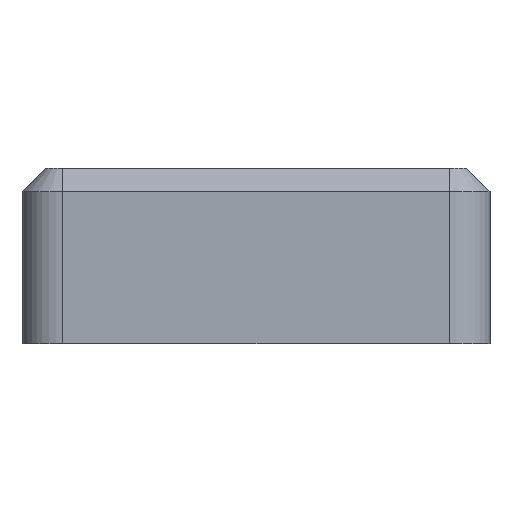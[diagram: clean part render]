
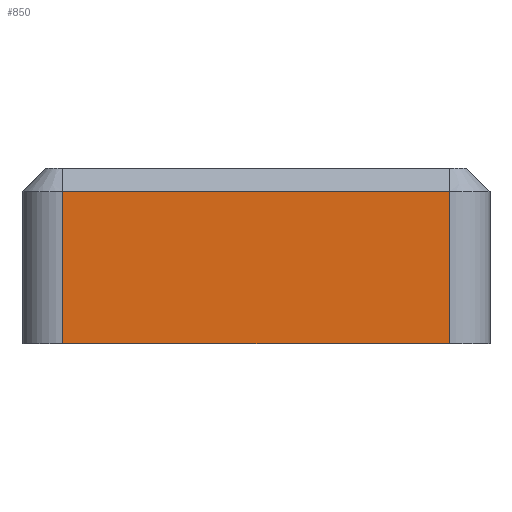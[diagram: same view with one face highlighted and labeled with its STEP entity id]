
A CAD part, left-side view. The second image highlights one B-rep face of the part: STEP entity #850.
In plain terms, the highlighted planar face has unit normal (-1, 0, 0).
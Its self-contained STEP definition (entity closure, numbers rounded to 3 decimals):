
#148=CARTESIAN_POINT('',(-80.0,-16.5,13.0));
#149=VERTEX_POINT('',#148);
#212=CARTESIAN_POINT('',(-80.0,16.5,13.0));
#213=VERTEX_POINT('',#212);
#220=CARTESIAN_POINT('',(-80.0,16.5,13.0));
#221=DIRECTION('',(0.0,-1.0,0.0));
#222=VECTOR('',#221,33.0);
#223=LINE('',#220,#222);
#224=EDGE_CURVE('',#213,#149,#223,.T.);
#531=CARTESIAN_POINT('',(-80.0,16.5,0.0));
#532=VERTEX_POINT('',#531);
#540=CARTESIAN_POINT('',(-80.0,16.5,0.0));
#541=DIRECTION('',(0.0,0.0,1.0));
#542=VECTOR('',#541,13.0);
#543=LINE('',#540,#542);
#544=EDGE_CURVE('',#532,#213,#543,.T.);
#555=CARTESIAN_POINT('',(-80.0,-16.5,0.0));
#556=VERTEX_POINT('',#555);
#557=CARTESIAN_POINT('',(-80.0,-16.5,13.0));
#558=DIRECTION('',(0.0,0.0,-1.0));
#559=VECTOR('',#558,13.0);
#560=LINE('',#557,#559);
#561=EDGE_CURVE('',#149,#556,#560,.T.);
#834=CARTESIAN_POINT('',(-80.0,-20.0,0.0));
#835=DIRECTION('',(-1.0,0.0,0.0));
#836=DIRECTION('',(0.0,0.0,1.0));
#837=AXIS2_PLACEMENT_3D('',#834,#835,#836);
#838=PLANE('',#837);
#839=ORIENTED_EDGE('',*,*,#224,.F.);
#840=ORIENTED_EDGE('',*,*,#544,.F.);
#841=CARTESIAN_POINT('',(-80.0,-16.5,0.0));
#842=DIRECTION('',(0.0,1.0,0.0));
#843=VECTOR('',#842,33.0);
#844=LINE('',#841,#843);
#845=EDGE_CURVE('',#556,#532,#844,.T.);
#846=ORIENTED_EDGE('',*,*,#845,.F.);
#847=ORIENTED_EDGE('',*,*,#561,.F.);
#848=EDGE_LOOP('',(#839,#840,#846,#847));
#849=FACE_OUTER_BOUND('',#848,.T.);
#850=ADVANCED_FACE('',(#849),#838,.T.);
